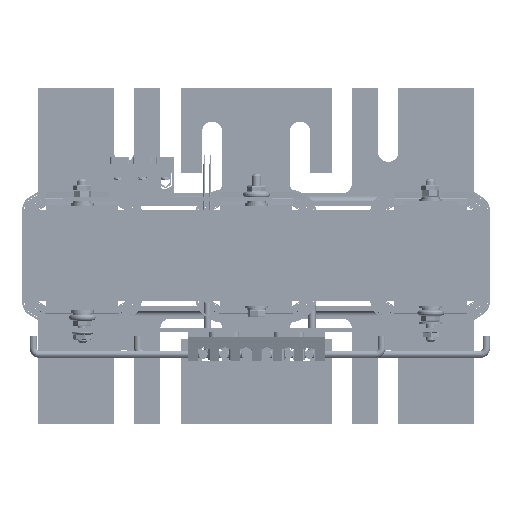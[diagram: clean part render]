
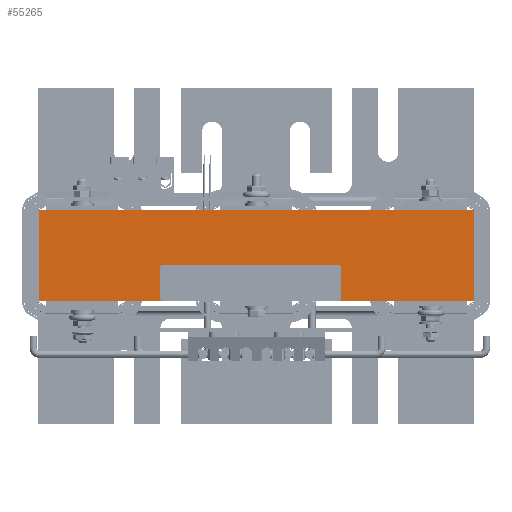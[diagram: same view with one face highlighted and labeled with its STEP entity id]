
A CAD part, front view. The second image highlights one B-rep face of the part: STEP entity #55265.
In plain terms, the highlighted planar face has unit normal (0, -1, 0).
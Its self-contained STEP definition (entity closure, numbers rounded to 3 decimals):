
#4964=FACE_OUTER_BOUND('',#8030,.T.);
#8030=EDGE_LOOP('',(#36779,#36780,#36781,#36782));
#11440=LINE('',#80595,#17154);
#11442=LINE('',#80600,#17156);
#11444=LINE('',#80604,#17158);
#11445=LINE('',#80605,#17159);
#17154=VECTOR('',#64316,0.394);
#17156=VECTOR('',#64320,0.394);
#17158=VECTOR('',#64324,0.394);
#17159=VECTOR('',#64325,0.394);
#22865=VERTEX_POINT('',#80589);
#22867=VERTEX_POINT('',#80593);
#22869=VERTEX_POINT('',#80598);
#22870=VERTEX_POINT('',#80603);
#28402=EDGE_CURVE('',#22865,#22867,#11440,.T.);
#28404=EDGE_CURVE('',#22869,#22867,#11442,.T.);
#28406=EDGE_CURVE('',#22869,#22870,#11444,.T.);
#28407=EDGE_CURVE('',#22870,#22865,#11445,.T.);
#36779=ORIENTED_EDGE('',*,*,#28406,.T.);
#36780=ORIENTED_EDGE('',*,*,#28407,.T.);
#36781=ORIENTED_EDGE('',*,*,#28402,.T.);
#36782=ORIENTED_EDGE('',*,*,#28404,.F.);
#53448=PLANE('',#58997);
#55265=ADVANCED_FACE('',(#4964),#53448,.T.);
#58997=AXIS2_PLACEMENT_3D('',#80602,#64322,#64323);
#64316=DIRECTION('',(1.,0.,0.));
#64320=DIRECTION('',(0.,0.,-1.));
#64322=DIRECTION('center_axis',(0.,-1.,0.));
#64323=DIRECTION('ref_axis',(0.,0.,-1.));
#64324=DIRECTION('',(-1.,0.,0.));
#64325=DIRECTION('',(0.,0.,-1.));
#80589=CARTESIAN_POINT('',(0.003,0.003,-1.25));
#80593=CARTESIAN_POINT('',(12.003,0.003,-1.25));
#80595=CARTESIAN_POINT('',(12.003,0.003,-1.25));
#80598=CARTESIAN_POINT('',(12.003,0.003,1.25));
#80600=CARTESIAN_POINT('',(12.003,0.003,0.));
#80602=CARTESIAN_POINT('Origin',(12.003,0.003,0.));
#80603=CARTESIAN_POINT('',(0.003,0.003,1.25));
#80604=CARTESIAN_POINT('',(12.003,0.003,1.25));
#80605=CARTESIAN_POINT('',(0.003,0.003,0.));
